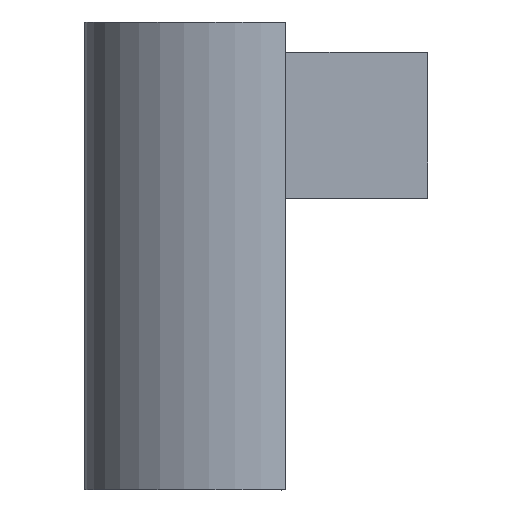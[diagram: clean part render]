
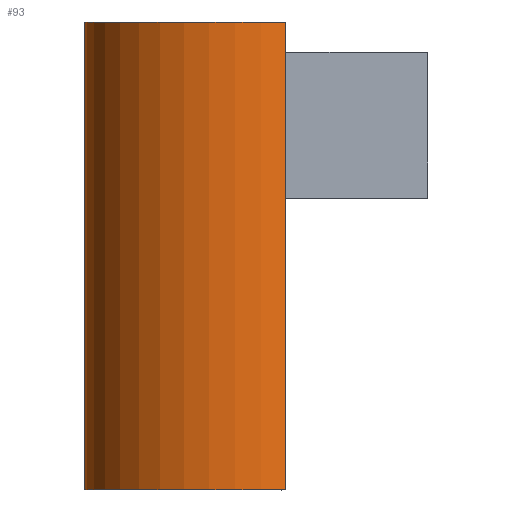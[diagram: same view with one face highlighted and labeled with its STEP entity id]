
A CAD part, top view. The second image highlights one B-rep face of the part: STEP entity #93.
In plain terms, the highlighted cylindrical face has radius 25 mm (diameter 50 mm), a partial arc.
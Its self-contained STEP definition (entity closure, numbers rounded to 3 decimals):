
#79=CYLINDRICAL_SURFACE('',#471,25.);
#83=CIRCLE('',#469,25.);
#84=CIRCLE('',#470,25.);
#93=ADVANCED_FACE('',(#141),#79,.T.);
#141=FACE_OUTER_BOUND('',#158,.T.);
#158=EDGE_LOOP('',(#199,#200,#201,#202));
#199=ORIENTED_EDGE('',*,*,#331,.T.);
#200=ORIENTED_EDGE('',*,*,#336,.F.);
#201=ORIENTED_EDGE('',*,*,#333,.F.);
#202=ORIENTED_EDGE('',*,*,#337,.T.);
#295=VERTEX_POINT('',#619);
#296=VERTEX_POINT('',#621);
#297=VERTEX_POINT('',#625);
#298=VERTEX_POINT('',#626);
#331=EDGE_CURVE('',#296,#295,#382,.T.);
#333=EDGE_CURVE('',#297,#298,#384,.T.);
#336=EDGE_CURVE('',#298,#295,#83,.T.);
#337=EDGE_CURVE('',#297,#296,#84,.T.);
#382=LINE('',#620,#425);
#384=LINE('',#624,#427);
#425=VECTOR('',#505,1.);
#427=VECTOR('',#509,1.);
#469=AXIS2_PLACEMENT_3D('',#630,#514,#515);
#470=AXIS2_PLACEMENT_3D('',#631,#516,#517);
#471=AXIS2_PLACEMENT_3D('',#632,#518,#519);
#505=DIRECTION('',(0.,1.,0.));
#509=DIRECTION('',(0.,1.,0.));
#514=DIRECTION('',(0.,1.,0.));
#515=DIRECTION('',(1.,0.,0.));
#516=DIRECTION('',(0.,1.,0.));
#517=DIRECTION('',(1.,0.,0.));
#518=DIRECTION('',(0.,1.,0.));
#519=DIRECTION('',(0.,0.,1.));
#619=CARTESIAN_POINT('',(28.862,33.,27.575));
#620=CARTESIAN_POINT('',(28.862,-44.,27.575));
#621=CARTESIAN_POINT('',(28.862,-44.,27.575));
#624=CARTESIAN_POINT('',(-4.,-44.,0.));
#625=CARTESIAN_POINT('',(-4.,-44.,0.));
#626=CARTESIAN_POINT('',(-4.,33.,0.));
#630=CARTESIAN_POINT('',(20.686,33.,3.949));
#631=CARTESIAN_POINT('',(20.686,-44.,3.949));
#632=CARTESIAN_POINT('',(20.686,-44.,3.949));
